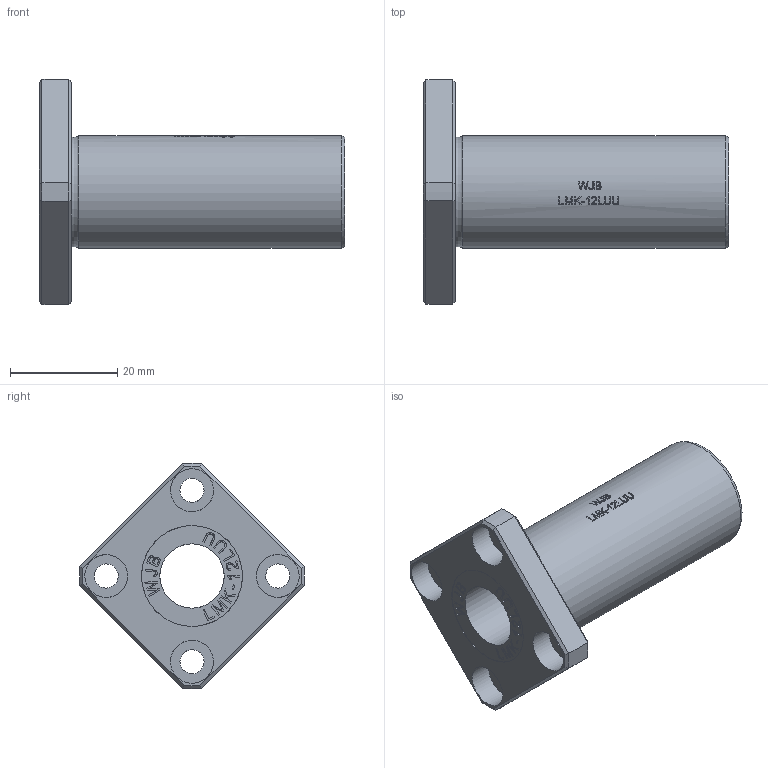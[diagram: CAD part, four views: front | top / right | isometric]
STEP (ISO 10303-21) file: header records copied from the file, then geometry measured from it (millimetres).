
FILE_DESCRIPTION(/* description */ (''),/* implementation_level */ '2;1');
FILE_NAME(/* name */ 'WJB-LMK-12LUU.stp',/* time_stamp */ '2018-09-14T23:24:12+08:00',/* author */ (''),/* organization */ (''),/* preprocessor_version */ 'ST-DEVELOPER v11',/* originating_system */ 'SIEMENS UGS NX 6.0',/* authorisation */ '');
FILE_SCHEMA (('CONFIG_CONTROL_DESIGN'));
Length unit declared in the file: millimetre
Products named in the file (1): WJB-LMK-12LUU
Bounding box: 57 x 41.86 x 42 mm (x, y, z)
Volume: 16223.2 mm3; surface area: 8412.9 mm2
Topology: 1 solids, 1 shells, 371 faces, 975 edges, 655 vertices
Faces by surface type: plane 250, extrusion 81, cylinder 30, cone 8, torus 2
Full cylindrical faces by diameter (mm): 4.5 x4, 8 x4, 12 x1, 18.8 x2, 21 x1
Entity records: 14310 total; most frequent: CARTESIAN_POINT 5802, ORIENTED_EDGE 1922, DIRECTION 1285, EDGE_CURVE 961, VERTEX_POINT 655, VECTOR 561, B_SPLINE_CURVE_WITH_KNOTS 491, LINE 480
